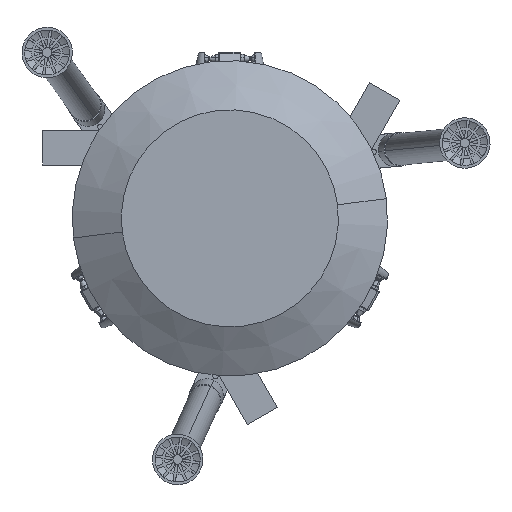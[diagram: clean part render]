
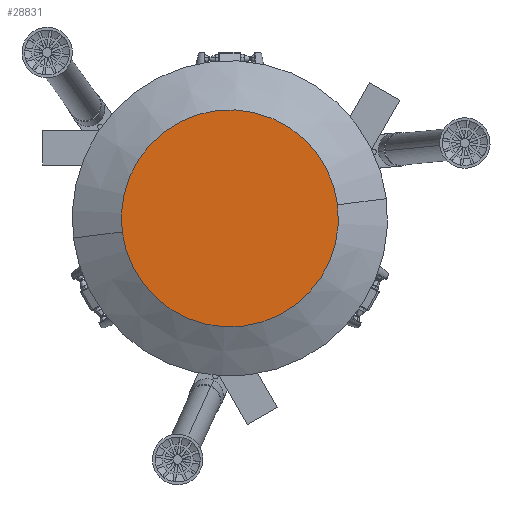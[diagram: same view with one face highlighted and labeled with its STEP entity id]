
A CAD part, front view. The second image highlights one B-rep face of the part: STEP entity #28831.
In plain terms, the highlighted planar face has unit normal (0, -1, 0).
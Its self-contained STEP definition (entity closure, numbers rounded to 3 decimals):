
#175 = DIRECTION ( 'NONE',  ( 0., 1., 0. ) ) ;
#555 = EDGE_CURVE ( 'NONE', #27811, #14347, #13514, .T. ) ;
#1234 = FACE_OUTER_BOUND ( 'NONE', #19163, .T. ) ;
#5264 = AXIS2_PLACEMENT_3D ( 'NONE', #9715, #34474, #13253 ) ;
#9425 = DIRECTION ( 'NONE',  ( 0., -1., 0. ) ) ;
#9715 = CARTESIAN_POINT ( 'NONE',  ( 0., -45., 0. ) ) ;
#13253 = DIRECTION ( 'NONE',  ( -1., 0., 0. ) ) ;
#13514 = CIRCLE ( 'NONE', #37734, 172.058 ) ;
#14347 = VERTEX_POINT ( 'NONE', #33809 ) ;
#14947 = CIRCLE ( 'NONE', #5264, 172.058 ) ;
#17633 = AXIS2_PLACEMENT_3D ( 'NONE', #30617, #9425, #34199 ) ;
#19163 = EDGE_LOOP ( 'NONE', ( #44614, #36763 ) ) ;
#21328 = CARTESIAN_POINT ( 'NONE',  ( 0., -45., 0. ) ) ;
#24897 = DIRECTION ( 'NONE',  ( -1., 0., 0. ) ) ;
#27811 = VERTEX_POINT ( 'NONE', #31930 ) ;
#28831 = ADVANCED_FACE ( 'N', ( #1234 ), #30448, .T. ) ;
#30448 = PLANE ( 'NONE',  #17633 ) ;
#30617 = CARTESIAN_POINT ( 'NONE',  ( 0., -45., 0. ) ) ;
#31930 = CARTESIAN_POINT ( 'NONE',  ( -172.058, -45., 0. ) ) ;
#33809 = CARTESIAN_POINT ( 'NONE',  ( 172.058, -45., 0. ) ) ;
#34199 = DIRECTION ( 'NONE',  ( 1., 0., 0. ) ) ;
#34474 = DIRECTION ( 'NONE',  ( 0., 1., 0. ) ) ;
#36763 = ORIENTED_EDGE ( 'NONE', *, *, #39130, .F. ) ;
#37734 = AXIS2_PLACEMENT_3D ( 'NONE', #21328, #175, #24897 ) ;
#39130 = EDGE_CURVE ( 'NONE', #14347, #27811, #14947, .T. ) ;
#44614 = ORIENTED_EDGE ( 'NONE', *, *, #555, .F. ) ;
